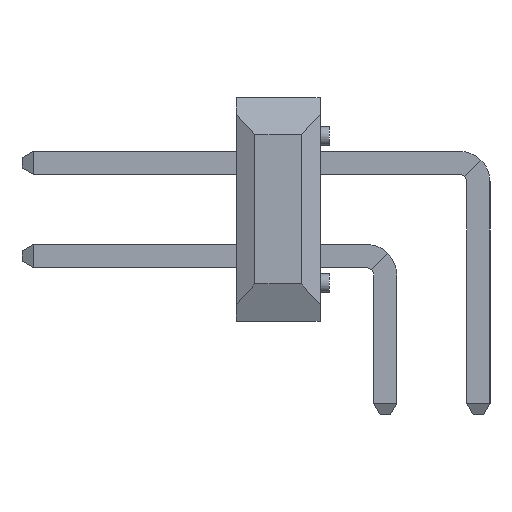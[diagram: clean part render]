
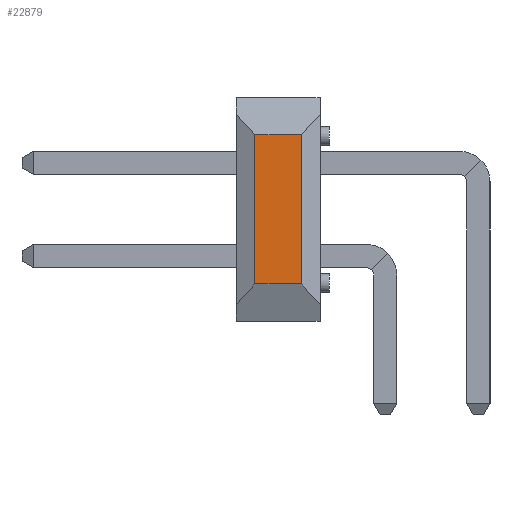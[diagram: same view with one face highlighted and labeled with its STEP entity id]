
A CAD part, left-side view. The second image highlights one B-rep face of the part: STEP entity #22879.
In plain terms, the highlighted planar face has unit normal (-1, 0, 0).
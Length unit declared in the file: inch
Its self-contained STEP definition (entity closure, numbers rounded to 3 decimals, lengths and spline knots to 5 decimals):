
#1899 = CARTESIAN_POINT ( 'NONE',  ( -1.8, -0.07, 0.08 ) ) ;
#2201 = LINE ( 'NONE', #24975, #25201 ) ;
#3439 = VERTEX_POINT ( 'NONE', #1899 ) ;
#4751 = FACE_OUTER_BOUND ( 'NONE', #14331, .T. ) ;
#4797 = CARTESIAN_POINT ( 'NONE',  ( -1.8, -0.09, 0.08 ) ) ;
#5438 = ORIENTED_EDGE ( 'NONE', *, *, #8404, .T. ) ;
#8404 = EDGE_CURVE ( 'NONE', #3439, #19658, #20749, .T. ) ;
#10048 = LINE ( 'NONE', #15176, #15626 ) ;
#10572 = CARTESIAN_POINT ( 'NONE',  ( -1.8, -0.02, 0.08 ) ) ;
#10865 = DIRECTION ( 'NONE',  ( -1., 0., 0. ) ) ;
#10933 = DIRECTION ( 'NONE',  ( 0., 0., 1. ) ) ;
#11069 = DIRECTION ( 'NONE',  ( 0., 1., 0. ) ) ;
#11948 = AXIS2_PLACEMENT_3D ( 'NONE', #23441, #10865, #25548 ) ;
#12306 = EDGE_CURVE ( 'NONE', #20521, #19658, #2201, .T. ) ;
#12419 = DIRECTION ( 'NONE',  ( 0., 0., 1. ) ) ;
#14331 = EDGE_LOOP ( 'NONE', ( #5438, #25504, #22561, #16437 ) ) ;
#14489 = LINE ( 'NONE', #15308, #26309 ) ;
#14802 = EDGE_CURVE ( 'NONE', #25474, #20521, #14489, .T. ) ;
#15176 = CARTESIAN_POINT ( 'NONE',  ( -1.8, -0.07, -0.12004 ) ) ;
#15308 = CARTESIAN_POINT ( 'NONE',  ( -1.8, -0.09, -0.08 ) ) ;
#15626 = VECTOR ( 'NONE', #10933, 39.37008 ) ;
#16437 = ORIENTED_EDGE ( 'NONE', *, *, #17644, .T. ) ;
#17644 = EDGE_CURVE ( 'NONE', #25474, #3439, #10048, .T. ) ;
#19232 = PLANE ( 'NONE',  #11948 ) ;
#19497 = DIRECTION ( 'NONE',  ( 0., 1., 0. ) ) ;
#19658 = VERTEX_POINT ( 'NONE', #10572 ) ;
#20521 = VERTEX_POINT ( 'NONE', #21890 ) ;
#20749 = LINE ( 'NONE', #4797, #24359 ) ;
#21890 = CARTESIAN_POINT ( 'NONE',  ( -1.8, -0.02, -0.08 ) ) ;
#22561 = ORIENTED_EDGE ( 'NONE', *, *, #14802, .F. ) ;
#22879 = ADVANCED_FACE ( 'NONE', ( #4751 ), #19232, .T. ) ;
#23441 = CARTESIAN_POINT ( 'NONE',  ( -1.8, -0.09, 0.12 ) ) ;
#24359 = VECTOR ( 'NONE', #19497, 39.37008 ) ;
#24975 = CARTESIAN_POINT ( 'NONE',  ( -1.8, -0.02, -0.12004 ) ) ;
#25201 = VECTOR ( 'NONE', #12419, 39.37008 ) ;
#25474 = VERTEX_POINT ( 'NONE', #25502 ) ;
#25502 = CARTESIAN_POINT ( 'NONE',  ( -1.8, -0.07, -0.08 ) ) ;
#25504 = ORIENTED_EDGE ( 'NONE', *, *, #12306, .F. ) ;
#25548 = DIRECTION ( 'NONE',  ( 0., 0., 1. ) ) ;
#26309 = VECTOR ( 'NONE', #11069, 39.37008 ) ;
